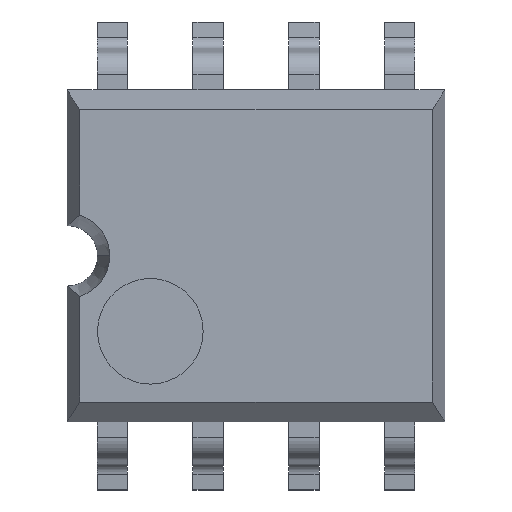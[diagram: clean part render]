
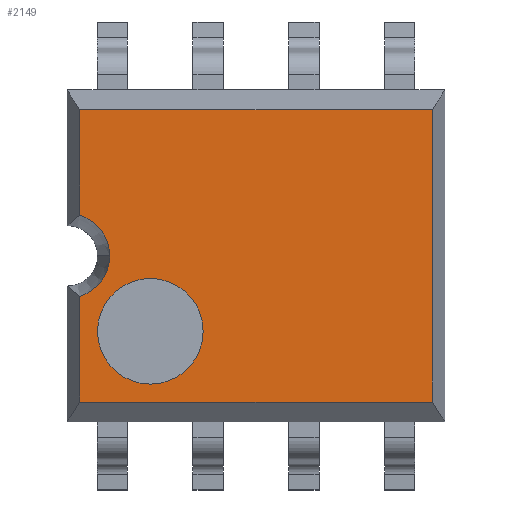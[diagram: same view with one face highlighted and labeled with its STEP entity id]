
A CAD part, top view. The second image highlights one B-rep face of the part: STEP entity #2149.
In plain terms, the highlighted planar face has unit normal (0, 0, 1).
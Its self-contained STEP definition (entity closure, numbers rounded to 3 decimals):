
#52 = DIRECTION ( 'NONE',  ( 0., 1., 0. ) ) ;
#171 = DIRECTION ( 'NONE',  ( 1., 0., 0. ) ) ;
#175 = VERTEX_POINT ( 'NONE', #2364 ) ;
#189 = AXIS2_PLACEMENT_3D ( 'NONE', #5533, #2841, #171 ) ;
#412 = CARTESIAN_POINT ( 'NONE',  ( 0., 0., 0.65 ) ) ;
#449 = CARTESIAN_POINT ( 'NONE',  ( 0., -3.1, 0.65 ) ) ;
#523 = DIRECTION ( 'NONE',  ( 0., 0., 1. ) ) ;
#574 = EDGE_CURVE ( 'NONE', #4229, #5082, #5287, .T. ) ;
#698 = CARTESIAN_POINT ( 'NONE',  ( 0.162, -2.562, 0.65 ) ) ;
#706 = CIRCLE ( 'NONE', #189, 0.7 ) ;
#742 = ORIENTED_EDGE ( 'NONE', *, *, #574, .F. ) ;
#758 = CARTESIAN_POINT ( 'NONE',  ( 0.162, -1.163, 0.65 ) ) ;
#836 = DIRECTION ( 'NONE',  ( 1., 0., 0. ) ) ;
#871 = DIRECTION ( 'NONE',  ( 1., 0., 0. ) ) ;
#874 = VERTEX_POINT ( 'NONE', #758 ) ;
#898 = DIRECTION ( 'NONE',  ( 1., 0., 0. ) ) ;
#939 = EDGE_CURVE ( 'NONE', #1127, #4688, #1825, .T. ) ;
#945 = CARTESIAN_POINT ( 'NONE',  ( 0.162, 0., 0.65 ) ) ;
#1047 = EDGE_CURVE ( 'NONE', #2895, #1127, #3730, .T. ) ;
#1067 = CARTESIAN_POINT ( 'NONE',  ( 0.4, -4.1, 0.65 ) ) ;
#1127 = VERTEX_POINT ( 'NONE', #4041 ) ;
#1159 = EDGE_CURVE ( 'NONE', #874, #1911, #4198, .T. ) ;
#1247 = DIRECTION ( 'NONE',  ( 0., -1., 0. ) ) ;
#1277 = CARTESIAN_POINT ( 'NONE',  ( 0., -5.037, 0.65 ) ) ;
#1307 = EDGE_LOOP ( 'NONE', ( #2005, #742 ) ) ;
#1317 = CARTESIAN_POINT ( 'NONE',  ( 4.838, -1.163, 0.65 ) ) ;
#1564 = EDGE_CURVE ( 'NONE', #1594, #874, #3952, .T. ) ;
#1594 = VERTEX_POINT ( 'NONE', #1317 ) ;
#1656 = AXIS2_PLACEMENT_3D ( 'NONE', #449, #3578, #898 ) ;
#1663 = EDGE_CURVE ( 'NONE', #175, #1594, #3868, .T. ) ;
#1783 = EDGE_CURVE ( 'NONE', #5082, #4229, #706, .T. ) ;
#1825 = LINE ( 'NONE', #2613, #4205 ) ;
#1911 = VERTEX_POINT ( 'NONE', #698 ) ;
#1986 = ORIENTED_EDGE ( 'NONE', *, *, #1663, .T. ) ;
#2005 = ORIENTED_EDGE ( 'NONE', *, *, #1783, .F. ) ;
#2061 = CARTESIAN_POINT ( 'NONE',  ( 0., -3.1, 0.65 ) ) ;
#2149 = ADVANCED_FACE ( 'NONE', ( #4998, #3930 ), #2198, .T. ) ;
#2198 = PLANE ( 'NONE',  #4698 ) ;
#2257 = LINE ( 'NONE', #1277, #5680 ) ;
#2307 = ORIENTED_EDGE ( 'NONE', *, *, #1159, .T. ) ;
#2364 = CARTESIAN_POINT ( 'NONE',  ( 4.838, -5.037, 0.65 ) ) ;
#2411 = ORIENTED_EDGE ( 'NONE', *, *, #5724, .T. ) ;
#2520 = DIRECTION ( 'NONE',  ( 1., 0., 0. ) ) ;
#2613 = CARTESIAN_POINT ( 'NONE',  ( 0.162, 0., 0.65 ) ) ;
#2636 = CARTESIAN_POINT ( 'NONE',  ( 1.8, -4.1, 0.65 ) ) ;
#2681 = VECTOR ( 'NONE', #52, 1000. ) ;
#2780 = ORIENTED_EDGE ( 'NONE', *, *, #939, .T. ) ;
#2841 = DIRECTION ( 'NONE',  ( 0., 0., 1. ) ) ;
#2895 = VERTEX_POINT ( 'NONE', #5646 ) ;
#3067 = DIRECTION ( 'NONE',  ( -1., 0., 0. ) ) ;
#3280 = ORIENTED_EDGE ( 'NONE', *, *, #1564, .T. ) ;
#3390 = CARTESIAN_POINT ( 'NONE',  ( 1.1, -4.1, 0.65 ) ) ;
#3456 = ORIENTED_EDGE ( 'NONE', *, *, #5044, .T. ) ;
#3547 = DIRECTION ( 'NONE',  ( 0., 0., 1. ) ) ;
#3578 = DIRECTION ( 'NONE',  ( 0., 0., -1. ) ) ;
#3730 = CIRCLE ( 'NONE', #1656, 0.562 ) ;
#3868 = LINE ( 'NONE', #4519, #2681 ) ;
#3916 = AXIS2_PLACEMENT_3D ( 'NONE', #3390, #523, #4186 ) ;
#3930 = FACE_OUTER_BOUND ( 'NONE', #4917, .T. ) ;
#3952 = LINE ( 'NONE', #5322, #5013 ) ;
#4041 = CARTESIAN_POINT ( 'NONE',  ( 0.162, -3.638, 0.65 ) ) ;
#4061 = CARTESIAN_POINT ( 'NONE',  ( 0.162, -5.037, 0.65 ) ) ;
#4186 = DIRECTION ( 'NONE',  ( 1., 0., 0. ) ) ;
#4198 = LINE ( 'NONE', #945, #5402 ) ;
#4205 = VECTOR ( 'NONE', #1247, 1000. ) ;
#4228 = AXIS2_PLACEMENT_3D ( 'NONE', #2061, #5222, #2520 ) ;
#4229 = VERTEX_POINT ( 'NONE', #1067 ) ;
#4368 = ORIENTED_EDGE ( 'NONE', *, *, #1047, .T. ) ;
#4519 = CARTESIAN_POINT ( 'NONE',  ( 4.838, -0.9, 0.65 ) ) ;
#4530 = DIRECTION ( 'NONE',  ( 0., -1., 0. ) ) ;
#4688 = VERTEX_POINT ( 'NONE', #4061 ) ;
#4698 = AXIS2_PLACEMENT_3D ( 'NONE', #412, #3547, #871 ) ;
#4917 = EDGE_LOOP ( 'NONE', ( #1986, #3280, #2307, #2411, #4368, #2780, #3456 ) ) ;
#4998 = FACE_BOUND ( 'NONE', #1307, .T. ) ;
#5013 = VECTOR ( 'NONE', #3067, 1000. ) ;
#5044 = EDGE_CURVE ( 'NONE', #4688, #175, #2257, .T. ) ;
#5082 = VERTEX_POINT ( 'NONE', #2636 ) ;
#5222 = DIRECTION ( 'NONE',  ( 0., 0., -1. ) ) ;
#5287 = CIRCLE ( 'NONE', #3916, 0.7 ) ;
#5322 = CARTESIAN_POINT ( 'NONE',  ( 0.162, -1.163, 0.65 ) ) ;
#5402 = VECTOR ( 'NONE', #4530, 1000. ) ;
#5533 = CARTESIAN_POINT ( 'NONE',  ( 1.1, -4.1, 0.65 ) ) ;
#5549 = CIRCLE ( 'NONE', #4228, 0.562 ) ;
#5646 = CARTESIAN_POINT ( 'NONE',  ( 0.562, -3.1, 0.65 ) ) ;
#5680 = VECTOR ( 'NONE', #836, 1000. ) ;
#5724 = EDGE_CURVE ( 'NONE', #1911, #2895, #5549, .T. ) ;
